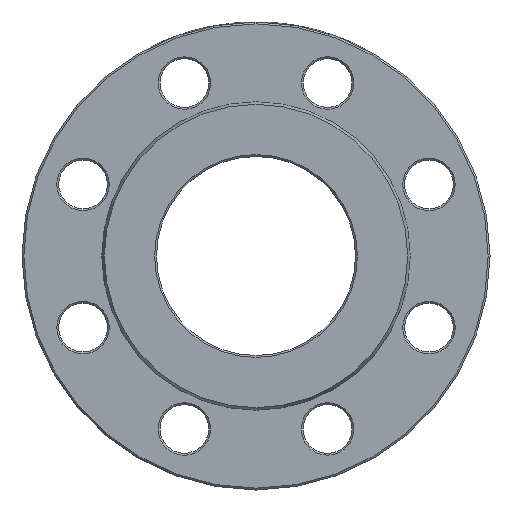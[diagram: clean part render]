
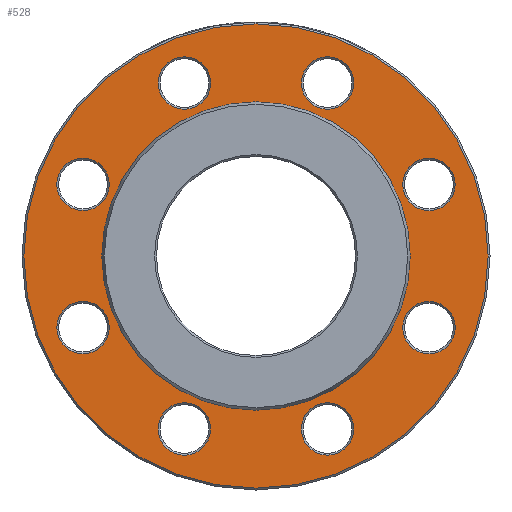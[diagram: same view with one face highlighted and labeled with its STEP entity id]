
A CAD part, left-side view. The second image highlights one B-rep face of the part: STEP entity #528.
In plain terms, the highlighted planar face has unit normal (-1, 0, 0).
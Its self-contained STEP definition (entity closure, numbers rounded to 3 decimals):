
#96 = DIRECTION ( 'NONE',  ( 1., 0., 0. ) ) ;
#119 = DIRECTION ( 'NONE',  ( 0., 0., 1. ) ) ;
#172 = DIRECTION ( 'NONE',  ( 1., 0., 0. ) ) ;
#187 = CIRCLE ( 'NONE', #2344, 14. ) ;
#193 = DIRECTION ( 'NONE',  ( 1., 0., 0. ) ) ;
#197 = DIRECTION ( 'NONE',  ( 1., 0., 0. ) ) ;
#206 = ORIENTED_EDGE ( 'NONE', *, *, #3149, .T. ) ;
#248 = DIRECTION ( 'NONE',  ( 0., -0.707, 0.707 ) ) ;
#328 = DIRECTION ( 'NONE',  ( -1., 0., 0. ) ) ;
#528 = ADVANCED_FACE ( 'NONE', ( #2322, #3830, #1942, #3464, #1575, #4302, #2424, #4703, #4734, #2846 ), #1264, .F. ) ;
#562 = AXIS2_PLACEMENT_3D ( 'NONE', #1722, #2061, #119 ) ;
#600 = DIRECTION ( 'NONE',  ( 0., 0., -1. ) ) ;
#615 = VERTEX_POINT ( 'NONE', #994 ) ;
#684 = EDGE_LOOP ( 'NONE', ( #3572 ) ) ;
#696 = EDGE_CURVE ( 'NONE', #615, #615, #1990, .T. ) ;
#809 = EDGE_CURVE ( 'NONE', #2107, #2107, #1055, .T. ) ;
#858 = DIRECTION ( 'NONE',  ( 0., 0.707, -0.707 ) ) ;
#976 = AXIS2_PLACEMENT_3D ( 'NONE', #1007, #172, #1318 ) ;
#982 = ORIENTED_EDGE ( 'NONE', *, *, #1422, .T. ) ;
#994 = CARTESIAN_POINT ( 'NONE',  ( 3., -92.388, 52.268 ) ) ;
#1007 = CARTESIAN_POINT ( 'NONE',  ( 3., 38.268, 92.388 ) ) ;
#1041 = EDGE_LOOP ( 'NONE', ( #206 ) ) ;
#1055 = CIRCLE ( 'NONE', #3817, 14. ) ;
#1095 = VERTEX_POINT ( 'NONE', #3746 ) ;
#1117 = EDGE_LOOP ( 'NONE', ( #3034 ) ) ;
#1221 = CARTESIAN_POINT ( 'NONE',  ( 3., -38.268, 92.388 ) ) ;
#1264 = PLANE ( 'NONE',  #2165 ) ;
#1276 = ORIENTED_EDGE ( 'NONE', *, *, #809, .T. ) ;
#1280 = EDGE_LOOP ( 'NONE', ( #982 ) ) ;
#1318 = DIRECTION ( 'NONE',  ( 0., 1., 0. ) ) ;
#1364 = DIRECTION ( 'NONE',  ( 0., 0., -1. ) ) ;
#1388 = VERTEX_POINT ( 'NONE', #3962 ) ;
#1422 = EDGE_CURVE ( 'NONE', #1388, #1388, #3112, .T. ) ;
#1463 = CIRCLE ( 'NONE', #2811, 82.399 ) ;
#1511 = VERTEX_POINT ( 'NONE', #3775 ) ;
#1575 = FACE_BOUND ( 'NONE', #3433, .T. ) ;
#1611 = CIRCLE ( 'NONE', #3202, 124. ) ;
#1640 = CARTESIAN_POINT ( 'NONE',  ( 3., 82.399, 0. ) ) ;
#1722 = CARTESIAN_POINT ( 'NONE',  ( 3., -92.388, 38.268 ) ) ;
#1763 = VERTEX_POINT ( 'NONE', #4073 ) ;
#1940 = DIRECTION ( 'NONE',  ( -1., 0., 0. ) ) ;
#1942 = FACE_BOUND ( 'NONE', #1041, .T. ) ;
#1961 = DIRECTION ( 'NONE',  ( 0., 0., -1. ) ) ;
#1977 = CIRCLE ( 'NONE', #3653, 14. ) ;
#1978 = CARTESIAN_POINT ( 'NONE',  ( 3., 92.388, 38.268 ) ) ;
#1990 = CIRCLE ( 'NONE', #562, 14. ) ;
#2061 = DIRECTION ( 'NONE',  ( 1., 0., 0. ) ) ;
#2086 = DIRECTION ( 'NONE',  ( 1., 0., 0. ) ) ;
#2107 = VERTEX_POINT ( 'NONE', #4776 ) ;
#2117 = EDGE_CURVE ( 'NONE', #1763, #1763, #3114, .T. ) ;
#2129 = DIRECTION ( 'NONE',  ( 1., 0., 0. ) ) ;
#2135 = VERTEX_POINT ( 'NONE', #3645 ) ;
#2162 = VERTEX_POINT ( 'NONE', #2286 ) ;
#2165 = AXIS2_PLACEMENT_3D ( 'NONE', #1640, #3211, #600 ) ;
#2179 = CIRCLE ( 'NONE', #2261, 14. ) ;
#2214 = CARTESIAN_POINT ( 'NONE',  ( 3., 28.369, -102.287 ) ) ;
#2261 = AXIS2_PLACEMENT_3D ( 'NONE', #1221, #96, #3442 ) ;
#2286 = CARTESIAN_POINT ( 'NONE',  ( 3., 0., -124. ) ) ;
#2322 = FACE_BOUND ( 'NONE', #2901, .T. ) ;
#2344 = AXIS2_PLACEMENT_3D ( 'NONE', #2844, #197, #248 ) ;
#2351 = ORIENTED_EDGE ( 'NONE', *, *, #4609, .T. ) ;
#2396 = CARTESIAN_POINT ( 'NONE',  ( 3., 0., 0. ) ) ;
#2424 = FACE_BOUND ( 'NONE', #4795, .T. ) ;
#2605 = VERTEX_POINT ( 'NONE', #2214 ) ;
#2729 = AXIS2_PLACEMENT_3D ( 'NONE', #3602, #2086, #1364 ) ;
#2811 = AXIS2_PLACEMENT_3D ( 'NONE', #3391, #328, #4918 ) ;
#2844 = CARTESIAN_POINT ( 'NONE',  ( 3., -92.388, -38.268 ) ) ;
#2846 = FACE_BOUND ( 'NONE', #684, .T. ) ;
#2888 = VERTEX_POINT ( 'NONE', #4398 ) ;
#2901 = EDGE_LOOP ( 'NONE', ( #4531 ) ) ;
#2913 = ORIENTED_EDGE ( 'NONE', *, *, #3276, .T. ) ;
#3034 = ORIENTED_EDGE ( 'NONE', *, *, #696, .T. ) ;
#3112 = CIRCLE ( 'NONE', #2729, 14. ) ;
#3114 = CIRCLE ( 'NONE', #976, 14. ) ;
#3149 = EDGE_CURVE ( 'NONE', #2888, #2888, #2179, .T. ) ;
#3202 = AXIS2_PLACEMENT_3D ( 'NONE', #2396, #1940, #1961 ) ;
#3211 = DIRECTION ( 'NONE',  ( 1., 0., 0. ) ) ;
#3215 = EDGE_CURVE ( 'NONE', #2135, #2135, #1463, .T. ) ;
#3246 = DIRECTION ( 'NONE',  ( 0., -1., 0. ) ) ;
#3276 = EDGE_CURVE ( 'NONE', #2162, #2162, #1611, .T. ) ;
#3391 = CARTESIAN_POINT ( 'NONE',  ( 3., 0., 0. ) ) ;
#3433 = EDGE_LOOP ( 'NONE', ( #4932 ) ) ;
#3442 = DIRECTION ( 'NONE',  ( 0., 0.707, 0.707 ) ) ;
#3458 = EDGE_CURVE ( 'NONE', #1511, #1511, #187, .T. ) ;
#3464 = FACE_BOUND ( 'NONE', #1117, .T. ) ;
#3572 = ORIENTED_EDGE ( 'NONE', *, *, #3215, .F. ) ;
#3602 = CARTESIAN_POINT ( 'NONE',  ( 3., 92.388, -38.268 ) ) ;
#3612 = EDGE_LOOP ( 'NONE', ( #1276 ) ) ;
#3645 = CARTESIAN_POINT ( 'NONE',  ( 3., 0., 82.399 ) ) ;
#3653 = AXIS2_PLACEMENT_3D ( 'NONE', #4553, #4889, #4599 ) ;
#3746 = CARTESIAN_POINT ( 'NONE',  ( 3., 102.287, 28.369 ) ) ;
#3775 = CARTESIAN_POINT ( 'NONE',  ( 3., -102.287, -28.369 ) ) ;
#3817 = AXIS2_PLACEMENT_3D ( 'NONE', #3957, #2129, #3246 ) ;
#3830 = FACE_BOUND ( 'NONE', #4071, .T. ) ;
#3902 = EDGE_LOOP ( 'NONE', ( #2913 ) ) ;
#3957 = CARTESIAN_POINT ( 'NONE',  ( 3., -38.268, -92.388 ) ) ;
#3962 = CARTESIAN_POINT ( 'NONE',  ( 3., 92.388, -52.268 ) ) ;
#4071 = EDGE_LOOP ( 'NONE', ( #4133 ) ) ;
#4073 = CARTESIAN_POINT ( 'NONE',  ( 3., 52.268, 92.388 ) ) ;
#4133 = ORIENTED_EDGE ( 'NONE', *, *, #2117, .T. ) ;
#4302 = FACE_BOUND ( 'NONE', #3612, .T. ) ;
#4398 = CARTESIAN_POINT ( 'NONE',  ( 3., -28.369, 102.287 ) ) ;
#4530 = EDGE_CURVE ( 'NONE', #1095, #1095, #4539, .T. ) ;
#4531 = ORIENTED_EDGE ( 'NONE', *, *, #4530, .T. ) ;
#4539 = CIRCLE ( 'NONE', #4941, 14. ) ;
#4553 = CARTESIAN_POINT ( 'NONE',  ( 3., 38.268, -92.388 ) ) ;
#4599 = DIRECTION ( 'NONE',  ( 0., -0.707, -0.707 ) ) ;
#4609 = EDGE_CURVE ( 'NONE', #2605, #2605, #1977, .T. ) ;
#4703 = FACE_BOUND ( 'NONE', #1280, .T. ) ;
#4734 = FACE_OUTER_BOUND ( 'NONE', #3902, .T. ) ;
#4776 = CARTESIAN_POINT ( 'NONE',  ( 3., -52.268, -92.388 ) ) ;
#4795 = EDGE_LOOP ( 'NONE', ( #2351 ) ) ;
#4889 = DIRECTION ( 'NONE',  ( 1., 0., 0. ) ) ;
#4918 = DIRECTION ( 'NONE',  ( 0., 0., 1. ) ) ;
#4932 = ORIENTED_EDGE ( 'NONE', *, *, #3458, .T. ) ;
#4941 = AXIS2_PLACEMENT_3D ( 'NONE', #1978, #193, #858 ) ;
